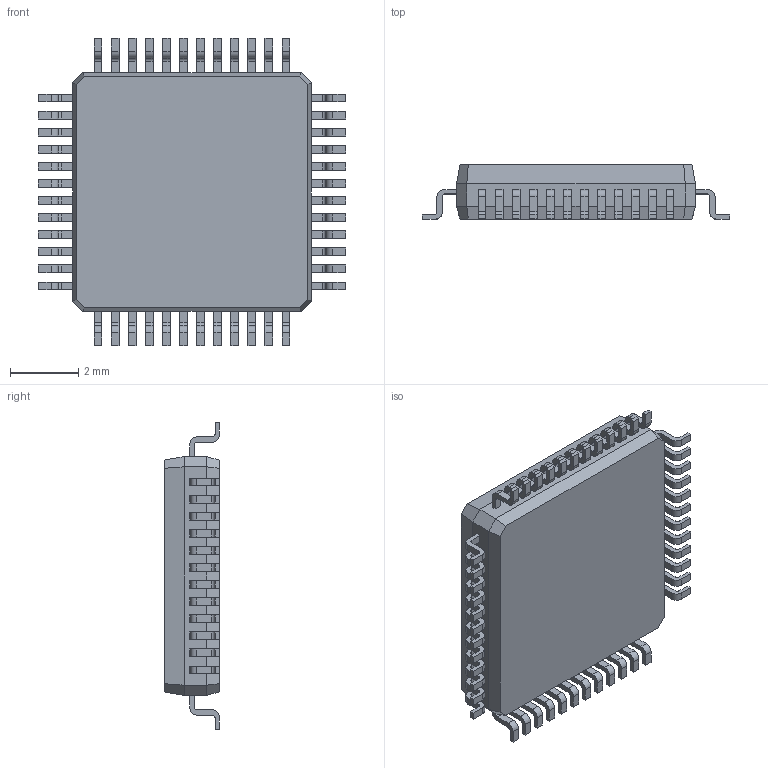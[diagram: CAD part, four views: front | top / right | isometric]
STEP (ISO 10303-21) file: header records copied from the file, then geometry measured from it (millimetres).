
FILE_DESCRIPTION(/* description */ (''),/* implementation_level */ '2;1');
FILE_NAME(/* name */ 'STM32F334.step',/* time_stamp */ '2019-09-18T18:25:47+03:00',/* author */ (''),/* organization */ (''),/* preprocessor_version */ 'ST-DEVELOPER v18',/* originating_system */ 'Autodesk Translation Framework v8.6.0.1094',/* authorisation */ '');
FILE_SCHEMA (('AUTOMOTIVE_DESIGN { 1 0 10303 214 3 1 1 }'));
Length unit declared in the file: millimetre
Products named in the file (1): STM32G474
Bounding box: 9 x 1.6 x 9 mm (x, y, z)
Volume: 79.1 mm3; surface area: 191.3 mm2
Topology: 1 solids, 1 shells, 1205 faces, 3322 edges, 2209 vertices
Faces by surface type: plane 771, bspline 240, cylinder 194
Full cylindrical faces by diameter (mm): 0.795 x1, 0.935 x1
Entity records: 40608 total; most frequent: CARTESIAN_POINT 11070, ORIENTED_EDGE 6636, DIRECTION 5157, EDGE_CURVE 3318, LINE 2449, VECTOR 2449, VERTEX_POINT 2207, AXIS2_PLACEMENT_3D 1354
